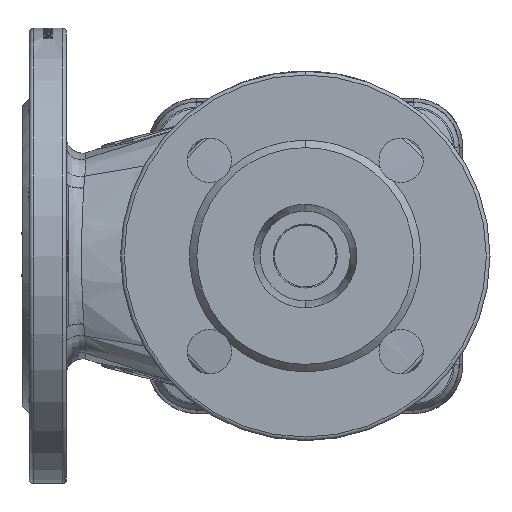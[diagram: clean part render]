
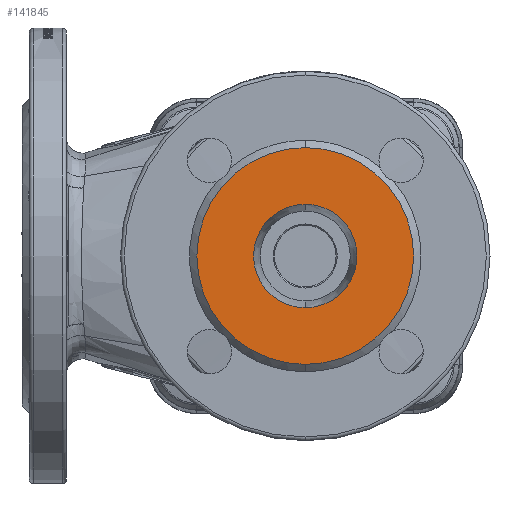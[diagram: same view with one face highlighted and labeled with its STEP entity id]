
A CAD part, front view. The second image highlights one B-rep face of the part: STEP entity #141845.
In plain terms, the highlighted planar face has unit normal (0, -1, 0).
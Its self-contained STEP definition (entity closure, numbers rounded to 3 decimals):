
#1450 = CARTESIAN_POINT ( 'NONE',  ( 0., -140., 21. ) ) ;
#5313 = DIRECTION ( 'NONE',  ( 0., -1., 0. ) ) ;
#8867 = DIRECTION ( 'NONE',  ( 0., 0., 1. ) ) ;
#11513 = EDGE_CURVE ( 'NONE', #136810, #91922, #152545, .T. ) ;
#16193 = PLANE ( 'NONE',  #27585 ) ;
#16541 = EDGE_LOOP ( 'NONE', ( #144193, #70589 ) ) ;
#20632 = VERTEX_POINT ( 'NONE', #34316 ) ;
#27585 = AXIS2_PLACEMENT_3D ( 'NONE', #88114, #48631, #122863 ) ;
#27598 = CARTESIAN_POINT ( 'NONE',  ( 0., -140., 0. ) ) ;
#32739 = CARTESIAN_POINT ( 'NONE',  ( 0., -140., -44. ) ) ;
#34205 = EDGE_CURVE ( 'NONE', #73216, #20632, #133840, .T. ) ;
#34316 = CARTESIAN_POINT ( 'NONE',  ( 0., -140., 44. ) ) ;
#37937 = CIRCLE ( 'NONE', #97489, 21. ) ;
#43401 = CARTESIAN_POINT ( 'NONE',  ( 0., -140., -21. ) ) ;
#48631 = DIRECTION ( 'NONE',  ( 0., -1., 0. ) ) ;
#53304 = DIRECTION ( 'NONE',  ( 0., 1., 0. ) ) ;
#56386 = CARTESIAN_POINT ( 'NONE',  ( 0., -140., 0. ) ) ;
#65168 = DIRECTION ( 'NONE',  ( 0., 0., 1. ) ) ;
#67622 = FACE_BOUND ( 'NONE', #125098, .T. ) ;
#68185 = EDGE_CURVE ( 'NONE', #20632, #73216, #131699, .T. ) ;
#68733 = CARTESIAN_POINT ( 'NONE',  ( 0., -140., 0. ) ) ;
#70277 = AXIS2_PLACEMENT_3D ( 'NONE', #56386, #113425, #8867 ) ;
#70589 = ORIENTED_EDGE ( 'NONE', *, *, #34205, .F. ) ;
#73131 = FACE_OUTER_BOUND ( 'NONE', #16541, .T. ) ;
#73216 = VERTEX_POINT ( 'NONE', #32739 ) ;
#88114 = CARTESIAN_POINT ( 'NONE',  ( 0., -140., 0. ) ) ;
#91922 = VERTEX_POINT ( 'NONE', #1450 ) ;
#97489 = AXIS2_PLACEMENT_3D ( 'NONE', #27598, #5313, #147864 ) ;
#98537 = AXIS2_PLACEMENT_3D ( 'NONE', #124378, #53304, #65168 ) ;
#104580 = DIRECTION ( 'NONE',  ( 0., -1., 0. ) ) ;
#113425 = DIRECTION ( 'NONE',  ( 0., 1., 0. ) ) ;
#122863 = DIRECTION ( 'NONE',  ( 0., 0., -1. ) ) ;
#124378 = CARTESIAN_POINT ( 'NONE',  ( 0., -140., 0. ) ) ;
#125098 = EDGE_LOOP ( 'NONE', ( #143113, #147008 ) ) ;
#128425 = DIRECTION ( 'NONE',  ( 0., 0., -1. ) ) ;
#131699 = CIRCLE ( 'NONE', #98537, 44. ) ;
#133840 = CIRCLE ( 'NONE', #70277, 44. ) ;
#136810 = VERTEX_POINT ( 'NONE', #43401 ) ;
#141845 = ADVANCED_FACE ( 'NONE', ( #67622, #73131 ), #16193, .T. ) ;
#143113 = ORIENTED_EDGE ( 'NONE', *, *, #144638, .F. ) ;
#143735 = AXIS2_PLACEMENT_3D ( 'NONE', #68733, #104580, #128425 ) ;
#144193 = ORIENTED_EDGE ( 'NONE', *, *, #68185, .F. ) ;
#144638 = EDGE_CURVE ( 'NONE', #91922, #136810, #37937, .T. ) ;
#147008 = ORIENTED_EDGE ( 'NONE', *, *, #11513, .F. ) ;
#147864 = DIRECTION ( 'NONE',  ( 0., 0., -1. ) ) ;
#152545 = CIRCLE ( 'NONE', #143735, 21. ) ;
